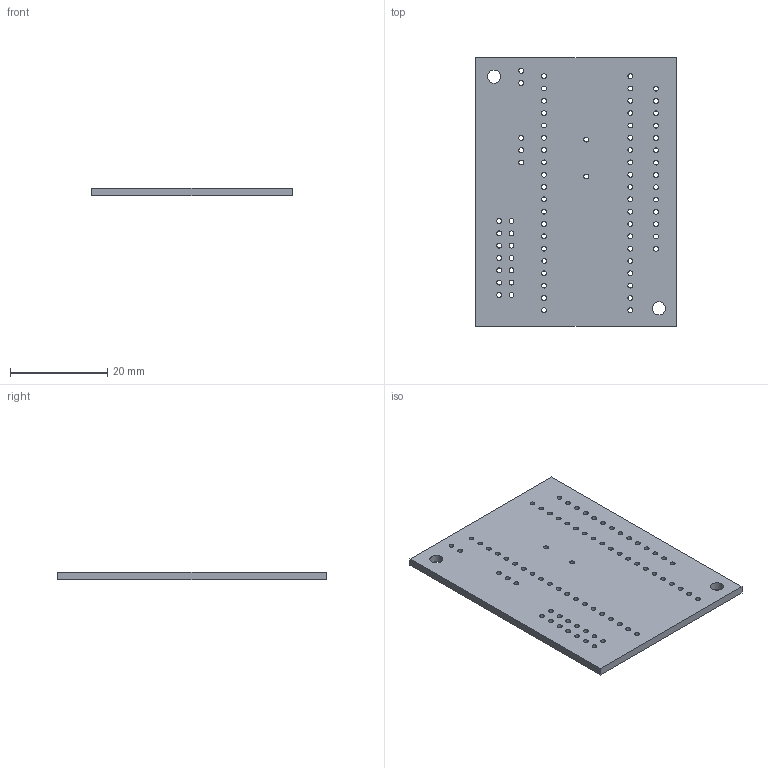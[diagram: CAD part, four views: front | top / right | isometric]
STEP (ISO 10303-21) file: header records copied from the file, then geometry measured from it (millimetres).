
FILE_DESCRIPTION(('KiCad electronic assembly'),'2;1');
FILE_NAME('lightning-detector.step','2024-11-25T16:17:34',('Pcbnew'),( 'Kicad'),'Open CASCADE STEP processor 7.8','KiCad to STEP converter' ,'Unknown');
FILE_SCHEMA(('AUTOMOTIVE_DESIGN { 1 0 10303 214 1 1 1 1 }'));
Length unit declared in the file: millimetre
Products named in the file (2): lightning-detector 1; lightning-detector_PCB
Assembly tree (1 placements, depth 2):
  lightning-detector 1
    lightning-detector_PCB
Bounding box: 41.4 x 55.4 x 1.6 mm (x, y, z)
Volume: 3557.1 mm3; surface area: 5160.3 mm2
Topology: 1 solids, 1 shells, 83 faces, 243 edges, 162 vertices
Faces by surface type: cylinder 77, plane 6
Full cylindrical faces by diameter (mm): 1 x75, 2.7 x2
Entity records: 6817 total; most frequent: CARTESIAN_POINT 1900, DIRECTION 899, ORIENTED_EDGE 486, PCURVE 486, DEFINITIONAL_REPRESENTATION 486, LINE 421, VECTOR 421, EDGE_CURVE 243
